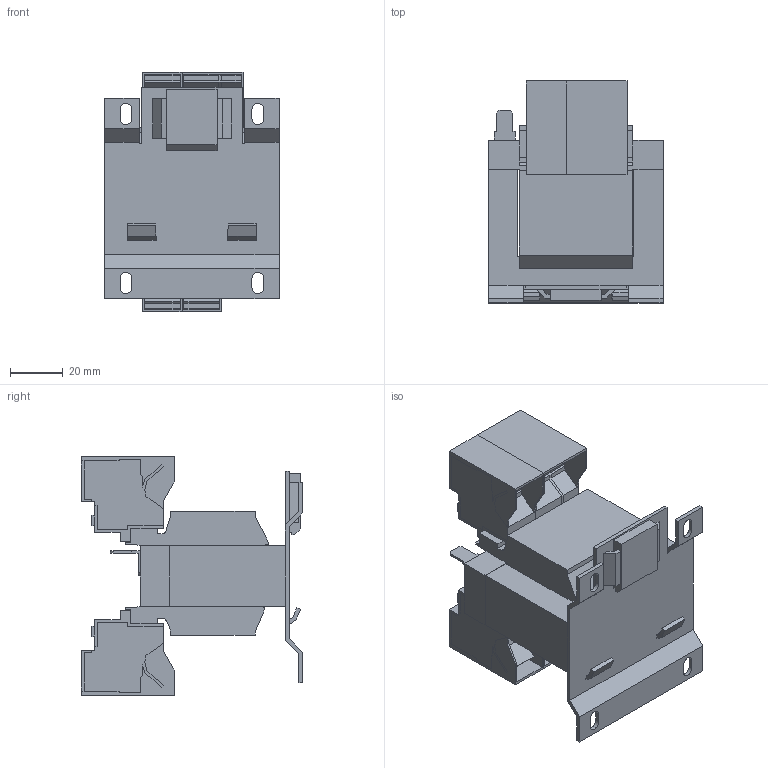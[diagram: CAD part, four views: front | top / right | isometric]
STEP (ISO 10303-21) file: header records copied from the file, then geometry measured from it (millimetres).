
FILE_DESCRIPTION (( 'STEP AP214' ), '1' );
FILE_NAME ('739351.STEP', '2023-08-15T09:23:27', ( '' ), ( '' ), 'SwSTEP 2.0', 'SolidWorks 2018', '' );
FILE_SCHEMA (( 'AUTOMOTIVE_DESIGN' ));
Length unit declared in the file: millimetre
Products named in the file (1): 739351
Bounding box: 66.05 x 83.97 x 90.8 mm (x, y, z)
Volume: 185442 mm3; surface area: 52130.2 mm2
Topology: 1 solids, 1 shells, 487 faces, 1400 edges, 926 vertices
Faces by surface type: plane 437, cylinder 50
Entity records: 15760 total; most frequent: CARTESIAN_POINT 2814, ORIENTED_EDGE 2800, DIRECTION 2476, EDGE_CURVE 1400, VECTOR 1300, LINE 1300, VERTEX_POINT 926, AXIS2_PLACEMENT_3D 588
